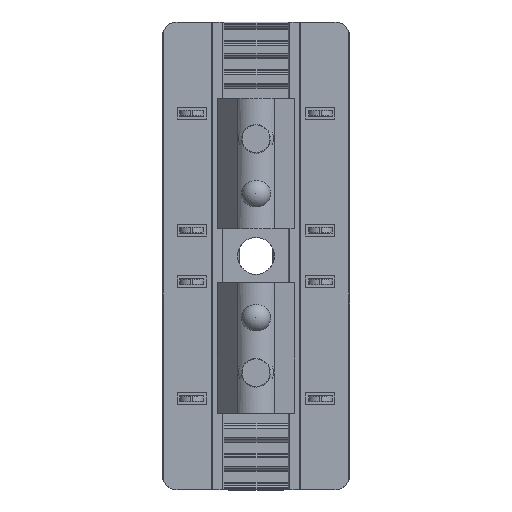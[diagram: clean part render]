
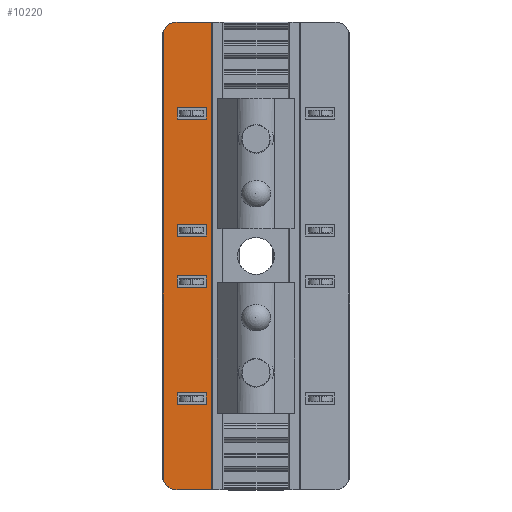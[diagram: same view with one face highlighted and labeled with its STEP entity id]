
A CAD part, top view. The second image highlights one B-rep face of the part: STEP entity #10220.
In plain terms, the highlighted planar face has unit normal (0, 0, 1).
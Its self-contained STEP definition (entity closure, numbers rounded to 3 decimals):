
#227=PLANE('',#10961);
#445=FACE_BOUND('',#3174,.T.);
#446=FACE_BOUND('',#3175,.T.);
#447=FACE_BOUND('',#3176,.T.);
#448=FACE_BOUND('',#3177,.T.);
#649=LINE('',#15460,#1502);
#652=LINE('',#15465,#1505);
#654=LINE('',#15469,#1507);
#656=LINE('',#15472,#1509);
#657=LINE('',#15476,#1510);
#660=LINE('',#15481,#1513);
#662=LINE('',#15485,#1515);
#664=LINE('',#15488,#1517);
#665=LINE('',#15492,#1518);
#668=LINE('',#15497,#1521);
#670=LINE('',#15501,#1523);
#672=LINE('',#15504,#1525);
#674=LINE('',#15509,#1527);
#676=LINE('',#15513,#1529);
#678=LINE('',#15517,#1531);
#680=LINE('',#15520,#1533);
#685=LINE('',#15544,#1538);
#738=LINE('',#15991,#1591);
#742=LINE('',#16005,#1595);
#743=LINE('',#16006,#1596);
#1502=VECTOR('',#12117,1000.);
#1505=VECTOR('',#12122,1000.);
#1507=VECTOR('',#12126,1000.);
#1509=VECTOR('',#12130,1000.);
#1510=VECTOR('',#12133,1000.);
#1513=VECTOR('',#12138,1000.);
#1515=VECTOR('',#12142,1000.);
#1517=VECTOR('',#12146,1000.);
#1518=VECTOR('',#12149,1000.);
#1521=VECTOR('',#12154,1000.);
#1523=VECTOR('',#12158,1000.);
#1525=VECTOR('',#12162,1000.);
#1527=VECTOR('',#12166,1000.);
#1529=VECTOR('',#12170,1000.);
#1531=VECTOR('',#12174,1000.);
#1533=VECTOR('',#12178,1000.);
#1538=VECTOR('',#12193,1000.);
#1591=VECTOR('',#12300,1000.);
#1595=VECTOR('',#12312,1000.);
#1596=VECTOR('',#12313,1000.);
#2586=FACE_OUTER_BOUND('',#3173,.T.);
#3173=EDGE_LOOP('',(#6958,#6959,#6960,#6961,#6962,#6963));
#3174=EDGE_LOOP('',(#6964,#6965,#6966,#6967));
#3175=EDGE_LOOP('',(#6968,#6969,#6970,#6971));
#3176=EDGE_LOOP('',(#6972,#6973,#6974,#6975));
#3177=EDGE_LOOP('',(#6976,#6977,#6978,#6979));
#3797=CIRCLE('',#10927,2.5);
#3820=CIRCLE('',#10959,2.5);
#4318=VERTEX_POINT('',#15458);
#4319=VERTEX_POINT('',#15459);
#4320=VERTEX_POINT('',#15464);
#4321=VERTEX_POINT('',#15468);
#4322=VERTEX_POINT('',#15474);
#4323=VERTEX_POINT('',#15475);
#4324=VERTEX_POINT('',#15480);
#4325=VERTEX_POINT('',#15484);
#4326=VERTEX_POINT('',#15490);
#4327=VERTEX_POINT('',#15491);
#4328=VERTEX_POINT('',#15496);
#4329=VERTEX_POINT('',#15500);
#4330=VERTEX_POINT('',#15506);
#4331=VERTEX_POINT('',#15508);
#4332=VERTEX_POINT('',#15512);
#4333=VERTEX_POINT('',#15516);
#4334=VERTEX_POINT('',#15522);
#4336=VERTEX_POINT('',#15530);
#4341=VERTEX_POINT('',#15543);
#4413=VERTEX_POINT('',#15988);
#4414=VERTEX_POINT('',#15990);
#4415=VERTEX_POINT('',#15994);
#5259=EDGE_CURVE('',#4318,#4319,#649,.T.);
#5262=EDGE_CURVE('',#4320,#4318,#652,.T.);
#5264=EDGE_CURVE('',#4321,#4320,#654,.T.);
#5266=EDGE_CURVE('',#4319,#4321,#656,.T.);
#5267=EDGE_CURVE('',#4322,#4323,#657,.T.);
#5270=EDGE_CURVE('',#4324,#4322,#660,.T.);
#5272=EDGE_CURVE('',#4325,#4324,#662,.T.);
#5274=EDGE_CURVE('',#4323,#4325,#664,.T.);
#5275=EDGE_CURVE('',#4326,#4327,#665,.T.);
#5278=EDGE_CURVE('',#4328,#4326,#668,.T.);
#5280=EDGE_CURVE('',#4329,#4328,#670,.T.);
#5282=EDGE_CURVE('',#4327,#4329,#672,.T.);
#5284=EDGE_CURVE('',#4331,#4330,#674,.T.);
#5286=EDGE_CURVE('',#4332,#4331,#676,.T.);
#5288=EDGE_CURVE('',#4333,#4332,#678,.T.);
#5290=EDGE_CURVE('',#4330,#4333,#680,.T.);
#5292=EDGE_CURVE('',#4334,#4336,#3797,.T.);
#5299=EDGE_CURVE('',#4341,#4336,#685,.T.);
#5382=EDGE_CURVE('',#4414,#4413,#738,.T.);
#5384=EDGE_CURVE('',#4414,#4415,#3820,.T.);
#5388=EDGE_CURVE('',#4415,#4334,#742,.T.);
#5389=EDGE_CURVE('',#4341,#4413,#743,.T.);
#6958=ORIENTED_EDGE('',*,*,#5292,.F.);
#6959=ORIENTED_EDGE('',*,*,#5388,.F.);
#6960=ORIENTED_EDGE('',*,*,#5384,.F.);
#6961=ORIENTED_EDGE('',*,*,#5382,.T.);
#6962=ORIENTED_EDGE('',*,*,#5389,.F.);
#6963=ORIENTED_EDGE('',*,*,#5299,.T.);
#6964=ORIENTED_EDGE('',*,*,#5262,.T.);
#6965=ORIENTED_EDGE('',*,*,#5259,.T.);
#6966=ORIENTED_EDGE('',*,*,#5266,.T.);
#6967=ORIENTED_EDGE('',*,*,#5264,.T.);
#6968=ORIENTED_EDGE('',*,*,#5270,.T.);
#6969=ORIENTED_EDGE('',*,*,#5267,.T.);
#6970=ORIENTED_EDGE('',*,*,#5274,.T.);
#6971=ORIENTED_EDGE('',*,*,#5272,.T.);
#6972=ORIENTED_EDGE('',*,*,#5278,.T.);
#6973=ORIENTED_EDGE('',*,*,#5275,.T.);
#6974=ORIENTED_EDGE('',*,*,#5282,.T.);
#6975=ORIENTED_EDGE('',*,*,#5280,.T.);
#6976=ORIENTED_EDGE('',*,*,#5286,.T.);
#6977=ORIENTED_EDGE('',*,*,#5284,.T.);
#6978=ORIENTED_EDGE('',*,*,#5290,.T.);
#6979=ORIENTED_EDGE('',*,*,#5288,.T.);
#10220=ADVANCED_FACE('',(#2586,#445,#446,#447,#448),#227,.F.);
#10927=AXIS2_PLACEMENT_3D('',#15531,#12181,#12182);
#10959=AXIS2_PLACEMENT_3D('',#15995,#12304,#12305);
#10961=AXIS2_PLACEMENT_3D('',#16004,#12310,#12311);
#12117=DIRECTION('',(0.,-1.,0.));
#12122=DIRECTION('',(1.,0.,0.));
#12126=DIRECTION('',(0.,1.,0.));
#12130=DIRECTION('',(-1.,0.,0.));
#12133=DIRECTION('',(0.,-1.,0.));
#12138=DIRECTION('',(1.,0.,0.));
#12142=DIRECTION('',(0.,1.,0.));
#12146=DIRECTION('',(-1.,0.,0.));
#12149=DIRECTION('',(0.,-1.,0.));
#12154=DIRECTION('',(1.,0.,0.));
#12158=DIRECTION('',(0.,1.,0.));
#12162=DIRECTION('',(-1.,0.,0.));
#12166=DIRECTION('',(0.,-1.,0.));
#12170=DIRECTION('',(1.,0.,0.));
#12174=DIRECTION('',(0.,1.,0.));
#12178=DIRECTION('',(-1.,0.,0.));
#12181=DIRECTION('center_axis',(0.,0.,-1.));
#12182=DIRECTION('ref_axis',(-1.,0.,0.));
#12193=DIRECTION('',(-1.,0.,0.));
#12300=DIRECTION('',(1.,0.,0.));
#12304=DIRECTION('center_axis',(0.,0.,-1.));
#12305=DIRECTION('ref_axis',(1.,0.,0.));
#12310=DIRECTION('center_axis',(0.,0.,
-1.));
#12311=DIRECTION('ref_axis',(0.,1.,0.));
#12312=DIRECTION('',(0.,1.,0.));
#12313=DIRECTION('',(0.,-1.,0.));
#15458=CARTESIAN_POINT('',(-8.5,-23.4,2.7));
#15459=CARTESIAN_POINT('',(-8.5,-25.4,2.7));
#15460=CARTESIAN_POINT('',(-8.5,-25.4,2.7));
#15464=CARTESIAN_POINT('',(-13.5,-23.4,2.7));
#15465=CARTESIAN_POINT('',(-8.5,-23.4,2.7));
#15468=CARTESIAN_POINT('',(-13.5,-25.4,2.7));
#15469=CARTESIAN_POINT('',(-13.5,-23.4,2.7));
#15472=CARTESIAN_POINT('',(-13.5,-25.4,2.7));
#15474=CARTESIAN_POINT('',(-8.5,25.4,2.7));
#15475=CARTESIAN_POINT('',(-8.5,23.4,2.7));
#15476=CARTESIAN_POINT('',(-8.5,23.4,2.7));
#15480=CARTESIAN_POINT('',(-13.5,25.4,2.7));
#15481=CARTESIAN_POINT('',(-8.5,25.4,2.7));
#15484=CARTESIAN_POINT('',(-13.5,23.4,2.7));
#15485=CARTESIAN_POINT('',(-13.5,25.4,2.7));
#15488=CARTESIAN_POINT('',(-13.5,23.4,2.7));
#15490=CARTESIAN_POINT('',(-8.5,-3.4,2.7));
#15491=CARTESIAN_POINT('',(-8.5,-5.4,2.7));
#15492=CARTESIAN_POINT('',(-8.5,-5.4,2.7));
#15496=CARTESIAN_POINT('',(-13.5,-3.4,2.7));
#15497=CARTESIAN_POINT('',(-8.5,-3.4,2.7));
#15500=CARTESIAN_POINT('',(-13.5,-5.4,2.7));
#15501=CARTESIAN_POINT('',(-13.5,-3.4,2.7));
#15504=CARTESIAN_POINT('',(-13.5,-5.4,2.7));
#15506=CARTESIAN_POINT('',(-8.5,3.4,2.7));
#15508=CARTESIAN_POINT('',(-8.5,5.4,2.7));
#15509=CARTESIAN_POINT('',(-8.5,5.4,2.7));
#15512=CARTESIAN_POINT('',(-13.5,5.4,2.7));
#15513=CARTESIAN_POINT('',(-13.5,5.4,2.7));
#15516=CARTESIAN_POINT('',(-13.5,3.4,2.7));
#15517=CARTESIAN_POINT('',(-13.5,3.4,2.7));
#15520=CARTESIAN_POINT('',(-8.5,3.4,2.7));
#15522=CARTESIAN_POINT('',(-15.9,38.2,2.7));
#15530=CARTESIAN_POINT('',(-13.5,40.,2.7));
#15531=CARTESIAN_POINT('Origin',(-13.5,37.5,2.7));
#15543=CARTESIAN_POINT('',(-7.6,40.,2.7));
#15544=CARTESIAN_POINT('',(0.,40.,2.7));
#15988=CARTESIAN_POINT('',(-7.6,-40.,2.7));
#15990=CARTESIAN_POINT('',(-13.5,-40.,2.7));
#15991=CARTESIAN_POINT('',(0.,-40.,2.7));
#15994=CARTESIAN_POINT('',(-15.9,-38.2,2.7));
#15995=CARTESIAN_POINT('Origin',(-13.5,-37.5,2.7));
#16004=CARTESIAN_POINT('Origin',(-16.,40.,2.7));
#16005=CARTESIAN_POINT('',(-15.9,40.,2.7));
#16006=CARTESIAN_POINT('',(-7.6,40.,2.7));
